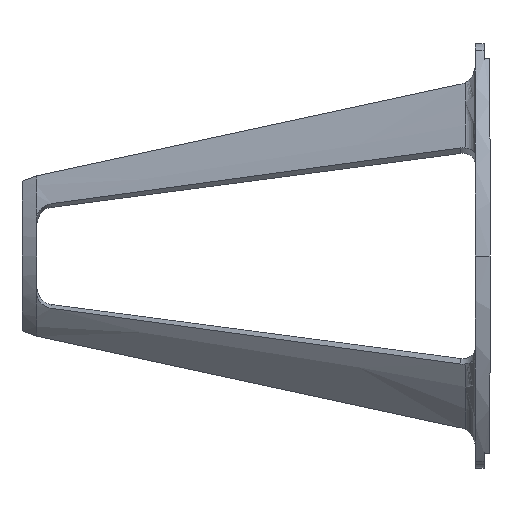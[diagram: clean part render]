
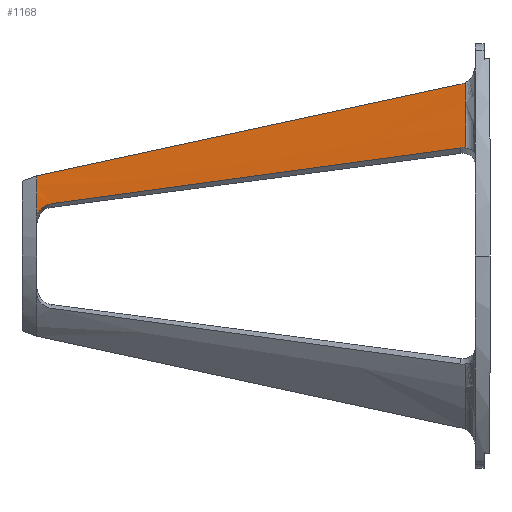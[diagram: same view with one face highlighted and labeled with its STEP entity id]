
A CAD part, left-side view. The second image highlights one B-rep face of the part: STEP entity #1168.
In plain terms, the highlighted conical face has half-angle 19.573 degrees and reference radius 27 mm.
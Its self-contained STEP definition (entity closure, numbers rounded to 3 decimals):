
#8 = CARTESIAN_POINT ( 'NONE',  ( 0., -88.005, 0. ) ) ;
#11 = CARTESIAN_POINT ( 'NONE',  ( -25.569, -0.635, 9.354 ) ) ;
#43 = DIRECTION ( 'NONE',  ( 1., 0., 0. ) ) ;
#74 = B_SPLINE_CURVE_WITH_KNOTS ( 'NONE', 3,
 ( #622, #119, #604, #127, #1201, #356, #990, #11, #1224, #857, #500, #612, #247, #980, #1108, #1092 ),
 .UNSPECIFIED., .F., .F.,
 ( 4, 2, 2, 2, 2, 2, 2, 4 ),
 ( 0., 0.001, 0.001, 0.002, 0.002, 0.004, 0.004, 0.005 ),
 .UNSPECIFIED. ) ;
#91 = DIRECTION ( 'NONE',  ( 1., 0., 0. ) ) ;
#95 = ORIENTED_EDGE ( 'NONE', *, *, #1151, .T. ) ;
#108 = CARTESIAN_POINT ( 'NONE',  ( -45.962, -87., 35.268 ) ) ;
#113 = CARTESIAN_POINT ( 'NONE',  ( -46.139, -88.005, 35.622 ) ) ;
#119 = CARTESIAN_POINT ( 'NONE',  ( -25.881, 0., 7.694 ) ) ;
#120 = DIRECTION ( 'NONE',  ( -0.266, -0.942, 0.204 ) ) ;
#127 = CARTESIAN_POINT ( 'NONE',  ( -25.739, -0.101, 8.275 ) ) ;
#155 = VERTEX_POINT ( 'NONE', #225 ) ;
#172 = EDGE_CURVE ( 'NONE', #155, #943, #74, .T. ) ;
#196 = CARTESIAN_POINT ( 'NONE',  ( -46.139, -88.005, 35.622 ) ) ;
#225 = CARTESIAN_POINT ( 'NONE',  ( -25.938, 0., 7.497 ) ) ;
#247 = CARTESIAN_POINT ( 'NONE',  ( -25.715, -2.237, 10.551 ) ) ;
#248 = EDGE_CURVE ( 'NONE', #251, #399, #438, .T. ) ;
#251 = VERTEX_POINT ( 'NONE', #365 ) ;
#255 = CARTESIAN_POINT ( 'NONE',  ( -21.421, 0., 16.437 ) ) ;
#290 = EDGE_CURVE ( 'NONE', #668, #155, #519, .T. ) ;
#292 = AXIS2_PLACEMENT_3D ( 'NONE', #8, #745, #43 ) ;
#303 = DIRECTION ( 'NONE',  ( -1., 0., 0. ) ) ;
#307 = AXIS2_PLACEMENT_3D ( 'NONE', #1048, #582, #1162 ) ;
#344 = DIRECTION ( 'NONE',  ( 0., -1., 0. ) ) ;
#348 = CARTESIAN_POINT ( 'NONE',  ( -21.421, 0., 16.437 ) ) ;
#356 = CARTESIAN_POINT ( 'NONE',  ( -25.632, -0.317, 8.839 ) ) ;
#365 = CARTESIAN_POINT ( 'NONE',  ( -53.523, -87., 22.17 ) ) ;
#369 = EDGE_CURVE ( 'NONE', #481, #556, #879, .T. ) ;
#399 = VERTEX_POINT ( 'NONE', #1064 ) ;
#438 = B_SPLINE_CURVE_WITH_KNOTS ( 'NONE', 3,
 ( #1439, #1336, #842, #1322 ),
 .UNSPECIFIED., .F., .F.,
 ( 4, 4 ),
 ( 0., 0.001 ),
 .UNSPECIFIED. ) ;
#442 = EDGE_CURVE ( 'NONE', #668, #933, #1521, .T. ) ;
#479 = EDGE_CURVE ( 'NONE', #933, #556, #740, .T. ) ;
#481 = VERTEX_POINT ( 'NONE', #113 ) ;
#483 = DIRECTION ( 'NONE',  ( -0.31, -0.942, 0.128 ) ) ;
#500 = CARTESIAN_POINT ( 'NONE',  ( -25.58, -1.517, 10.202 ) ) ;
#519 = CIRCLE ( 'NONE', #307, 27. ) ;
#556 = VERTEX_POINT ( 'NONE', #1123 ) ;
#574 = CIRCLE ( 'NONE', #292, 58.291 ) ;
#582 = DIRECTION ( 'NONE',  ( 0., -1., 0. ) ) ;
#604 = CARTESIAN_POINT ( 'NONE',  ( -25.83, -0.021, 7.889 ) ) ;
#612 = CARTESIAN_POINT ( 'NONE',  ( -25.675, -2.051, 10.475 ) ) ;
#622 = CARTESIAN_POINT ( 'NONE',  ( -25.938, 0., 7.497 ) ) ;
#651 = CARTESIAN_POINT ( 'NONE',  ( -24.945, 0., 10.332 ) ) ;
#668 = VERTEX_POINT ( 'NONE', #651 ) ;
#684 = ORIENTED_EDGE ( 'NONE', *, *, #369, .T. ) ;
#735 = ORIENTED_EDGE ( 'NONE', *, *, #1409, .T. ) ;
#740 = LINE ( 'NONE', #348, #1114 ) ;
#745 = DIRECTION ( 'NONE',  ( 0., 1., 0. ) ) ;
#803 = ORIENTED_EDGE ( 'NONE', *, *, #290, .T. ) ;
#811 = DIRECTION ( 'NONE',  ( 0., 1., 0. ) ) ;
#828 = CARTESIAN_POINT ( 'NONE',  ( -46.118, -87.679, 35.46 ) ) ;
#834 = ORIENTED_EDGE ( 'NONE', *, *, #248, .T. ) ;
#842 = CARTESIAN_POINT ( 'NONE',  ( -53.768, -87.679, 22.21 ) ) ;
#844 = AXIS2_PLACEMENT_3D ( 'NONE', #1038, #811, #303 ) ;
#857 = CARTESIAN_POINT ( 'NONE',  ( -25.551, -1.183, 9.955 ) ) ;
#879 = B_SPLINE_CURVE_WITH_KNOTS ( 'NONE', 3,
 ( #196, #828, #925, #108 ),
 .UNSPECIFIED., .F., .F.,
 ( 4, 4 ),
 ( 0., 0.001 ),
 .UNSPECIFIED. ) ;
#925 = CARTESIAN_POINT ( 'NONE',  ( -46.059, -87.344, 35.342 ) ) ;
#933 = VERTEX_POINT ( 'NONE', #255 ) ;
#943 = VERTEX_POINT ( 'NONE', #1344 ) ;
#945 = CARTESIAN_POINT ( 'NONE',  ( -24.945, 0., 10.332 ) ) ;
#953 = CONICAL_SURFACE ( 'NONE', #1560, 27., 0.342 ) ;
#980 = CARTESIAN_POINT ( 'NONE',  ( -25.811, -2.615, 10.671 ) ) ;
#990 = CARTESIAN_POINT ( 'NONE',  ( -25.606, -0.412, 9.015 ) ) ;
#1000 = EDGE_LOOP ( 'NONE', ( #1430, #803, #1324, #95, #834, #735, #684, #1499 ) ) ;
#1038 = CARTESIAN_POINT ( 'NONE',  ( 0., 0., 0. ) ) ;
#1048 = CARTESIAN_POINT ( 'NONE',  ( 0., 0., 0. ) ) ;
#1064 = CARTESIAN_POINT ( 'NONE',  ( -53.92, -88.005, 22.147 ) ) ;
#1074 = FACE_OUTER_BOUND ( 'NONE', #1000, .T. ) ;
#1092 = CARTESIAN_POINT ( 'NONE',  ( -25.93, -3., 10.741 ) ) ;
#1108 = CARTESIAN_POINT ( 'NONE',  ( -25.867, -2.807, 10.714 ) ) ;
#1114 = VECTOR ( 'NONE', #120, 1000. ) ;
#1123 = CARTESIAN_POINT ( 'NONE',  ( -45.962, -87., 35.268 ) ) ;
#1151 = EDGE_CURVE ( 'NONE', #943, #251, #1548, .T. ) ;
#1162 = DIRECTION ( 'NONE',  ( 1., 0., 0. ) ) ;
#1168 = ADVANCED_FACE ( 'NONE', ( #1074 ), #953, .T. ) ;
#1201 = CARTESIAN_POINT ( 'NONE',  ( -25.698, -0.161, 8.469 ) ) ;
#1224 = CARTESIAN_POINT ( 'NONE',  ( -25.558, -0.764, 9.515 ) ) ;
#1310 = CARTESIAN_POINT ( 'NONE',  ( 0., 0., 0. ) ) ;
#1322 = CARTESIAN_POINT ( 'NONE',  ( -53.92, -88.005, 22.147 ) ) ;
#1324 = ORIENTED_EDGE ( 'NONE', *, *, #172, .T. ) ;
#1336 = CARTESIAN_POINT ( 'NONE',  ( -53.636, -87.344, 22.217 ) ) ;
#1344 = CARTESIAN_POINT ( 'NONE',  ( -25.93, -3., 10.741 ) ) ;
#1409 = EDGE_CURVE ( 'NONE', #399, #481, #574, .T. ) ;
#1428 = VECTOR ( 'NONE', #483, 1000. ) ;
#1430 = ORIENTED_EDGE ( 'NONE', *, *, #442, .F. ) ;
#1439 = CARTESIAN_POINT ( 'NONE',  ( -53.523, -87., 22.17 ) ) ;
#1499 = ORIENTED_EDGE ( 'NONE', *, *, #479, .F. ) ;
#1521 = CIRCLE ( 'NONE', #844, 27. ) ;
#1548 = LINE ( 'NONE', #945, #1428 ) ;
#1560 = AXIS2_PLACEMENT_3D ( 'NONE', #1310, #344, #91 ) ;
